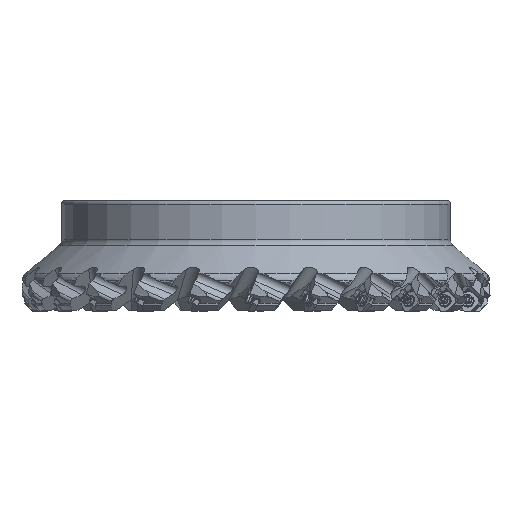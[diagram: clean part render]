
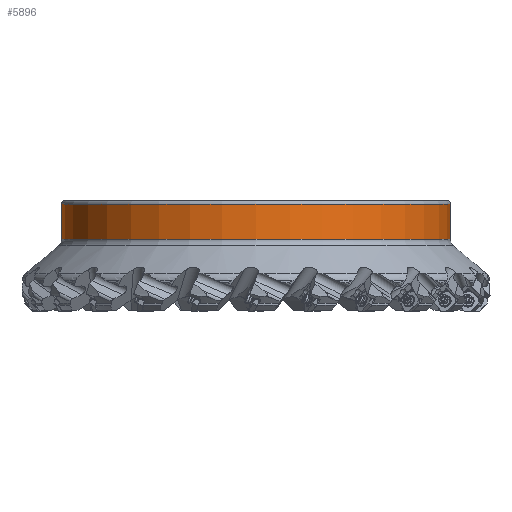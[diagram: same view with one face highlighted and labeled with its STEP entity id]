
A CAD part, front view. The second image highlights one B-rep face of the part: STEP entity #5896.
In plain terms, the highlighted cylindrical face has radius 110 mm (diameter 220 mm), a partial arc.
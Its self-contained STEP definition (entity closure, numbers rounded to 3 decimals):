
#802=CYLINDRICAL_SURFACE('',#65411,110.);
#2644=FACE_OUTER_BOUND('',#13103,.T.);
#5896=ADVANCED_FACE('',(#2644),#802,.T.);
#13103=EDGE_LOOP('',(#25401,#25402,#25403,#25404));
#16801=LINE('',#94297,#20876);
#16802=LINE('',#94301,#20877);
#20876=VECTOR('',#73413,1.);
#20877=VECTOR('',#73416,1.);
#25401=ORIENTED_EDGE('',*,*,#50384,.T.);
#25402=ORIENTED_EDGE('',*,*,#50385,.F.);
#25403=ORIENTED_EDGE('',*,*,#50386,.T.);
#25404=ORIENTED_EDGE('',*,*,#50387,.F.);
#44167=VERTEX_POINT('',#94290);
#44168=VERTEX_POINT('',#94291);
#44169=VERTEX_POINT('',#94298);
#44170=VERTEX_POINT('',#94300);
#50384=EDGE_CURVE('',#44168,#44167,#59519,.T.);
#50385=EDGE_CURVE('',#44169,#44167,#16801,.T.);
#50386=EDGE_CURVE('',#44169,#44170,#59520,.T.);
#50387=EDGE_CURVE('',#44168,#44170,#16802,.T.);
#59519=CIRCLE('',#65408,110.);
#59520=CIRCLE('',#65410,110.);
#65408=AXIS2_PLACEMENT_3D('',#94295,#73409,#73410);
#65410=AXIS2_PLACEMENT_3D('',#94299,#73414,#73415);
#65411=AXIS2_PLACEMENT_3D('',#94302,#73417,#73418);
#73409=DIRECTION('',(0.,0.,-1.));
#73410=DIRECTION('',(1.,0.,0.));
#73413=DIRECTION('',(0.,0.,1.));
#73414=DIRECTION('',(0.,0.,1.));
#73415=DIRECTION('',(-1.,0.,0.));
#73416=DIRECTION('',(0.,0.,-1.));
#73417=DIRECTION('',(0.,0.,-1.));
#73418=DIRECTION('',(1.,0.,0.));
#94290=CARTESIAN_POINT('',(-110.,0.,-2.));
#94291=CARTESIAN_POINT('',(110.,0.,-2.));
#94295=CARTESIAN_POINT('',(0.,0.,-2.));
#94297=CARTESIAN_POINT('',(-110.,0.,-21.829));
#94298=CARTESIAN_POINT('',(-110.,0.,-21.829));
#94299=CARTESIAN_POINT('',(0.,0.,-21.829));
#94300=CARTESIAN_POINT('',(110.,0.,-21.829));
#94301=CARTESIAN_POINT('',(110.,0.,-2.));
#94302=CARTESIAN_POINT('',(0.,0.,-1.603));
